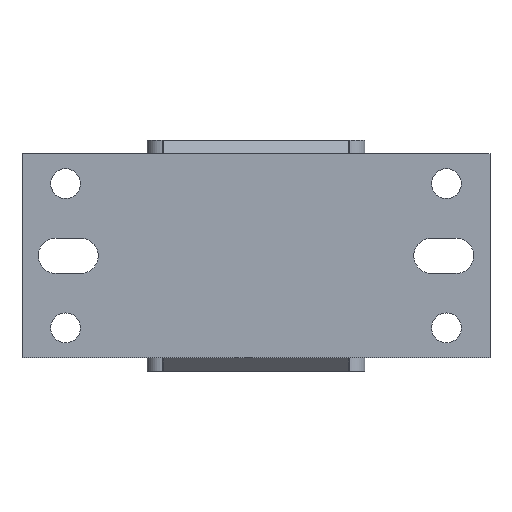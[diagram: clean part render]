
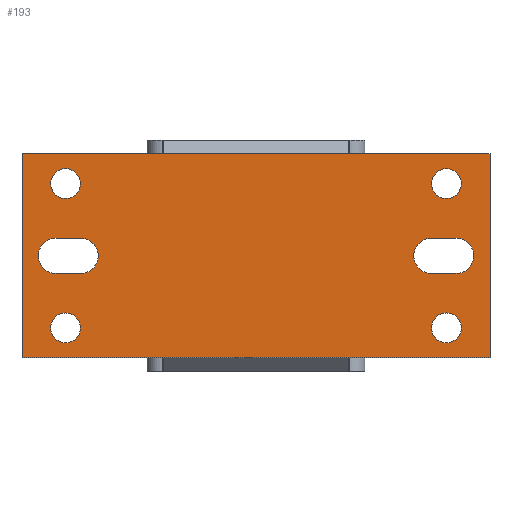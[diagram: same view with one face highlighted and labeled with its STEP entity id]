
A CAD part, top view. The second image highlights one B-rep face of the part: STEP entity #193.
In plain terms, the highlighted planar face has unit normal (0, 0, 1).
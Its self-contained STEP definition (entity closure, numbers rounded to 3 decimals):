
#193=ADVANCED_FACE('',(#2130,#2132,#2134,#2136,#2138,#2140,#2142),#2144,.T.);
#2130=FACE_BOUND('',#2131,.T.);
#2131=EDGE_LOOP('',(#3701,#3702,#3703,#3704));
#2132=FACE_BOUND('',#2133,.T.);
#2133=EDGE_LOOP('',(#3705,#3706,#3707,#3708));
#2134=FACE_BOUND('',#2135,.T.);
#2135=EDGE_LOOP('',(#3709,#3710,#3711,#3712));
#2136=FACE_BOUND('',#2137,.T.);
#2137=EDGE_LOOP('',(#3713));
#2138=FACE_BOUND('',#2139,.T.);
#2139=EDGE_LOOP('',(#3714));
#2140=FACE_BOUND('',#2141,.T.);
#2141=EDGE_LOOP('',(#3715));
#2142=FACE_BOUND('',#2143,.T.);
#2143=EDGE_LOOP('',(#3716));
#2144=PLANE('',#2145);
#2145=AXIS2_PLACEMENT_3D('',#2146,#2147,#2148);
#2146=CARTESIAN_POINT('',(-46.,5.,11.5));
#2147=DIRECTION('',(0.,0.,1.));
#2148=DIRECTION('',(1.,0.,0.));
#3701=ORIENTED_EDGE('',*,*,#4768,.T.);
#3702=ORIENTED_EDGE('',*,*,#4710,.T.);
#3703=ORIENTED_EDGE('',*,*,#4767,.T.);
#3704=ORIENTED_EDGE('',*,*,#4718,.T.);
#3705=ORIENTED_EDGE('',*,*,#4769,.T.);
#3706=ORIENTED_EDGE('',*,*,#4770,.T.);
#3707=ORIENTED_EDGE('',*,*,#4771,.T.);
#3708=ORIENTED_EDGE('',*,*,#4772,.T.);
#3709=ORIENTED_EDGE('',*,*,#4773,.T.);
#3710=ORIENTED_EDGE('',*,*,#4774,.T.);
#3711=ORIENTED_EDGE('',*,*,#4775,.T.);
#3712=ORIENTED_EDGE('',*,*,#4776,.T.);
#3713=ORIENTED_EDGE('',*,*,#4777,.T.);
#3714=ORIENTED_EDGE('',*,*,#4778,.T.);
#3715=ORIENTED_EDGE('',*,*,#4779,.T.);
#3716=ORIENTED_EDGE('',*,*,#4780,.T.);
#4710=EDGE_CURVE('',#5266,#5264,#5267,.T.);
#4718=EDGE_CURVE('',#5282,#5280,#5283,.T.);
#4767=EDGE_CURVE('',#5264,#5282,#5363,.T.);
#4768=EDGE_CURVE('',#5280,#5266,#5364,.T.);
#4769=EDGE_CURVE('',#5365,#5366,#5367,.F.);
#4770=EDGE_CURVE('',#5366,#5368,#5369,.F.);
#4771=EDGE_CURVE('',#5368,#5370,#5371,.F.);
#4772=EDGE_CURVE('',#5370,#5365,#5372,.F.);
#4773=EDGE_CURVE('',#5373,#5374,#5375,.F.);
#4774=EDGE_CURVE('',#5374,#5376,#5377,.F.);
#4775=EDGE_CURVE('',#5376,#5378,#5379,.F.);
#4776=EDGE_CURVE('',#5378,#5373,#5380,.F.);
#4777=EDGE_CURVE('',#5381,#5381,#5382,.F.);
#4778=EDGE_CURVE('',#5383,#5383,#5384,.F.);
#4779=EDGE_CURVE('',#5385,#5385,#5386,.F.);
#4780=EDGE_CURVE('',#5387,#5387,#5388,.F.);
#5264=VERTEX_POINT('',#6176);
#5266=VERTEX_POINT('',#6180);
#5267=LINE('',#6181,#6182);
#5280=VERTEX_POINT('',#6208);
#5282=VERTEX_POINT('',#6212);
#5283=LINE('',#6213,#6214);
#5363=LINE('',#6400,#6401);
#5364=LINE('',#6403,#6404);
#5365=VERTEX_POINT('',#6406);
#5366=VERTEX_POINT('',#6407);
#5367=LINE('',#6408,#6409);
#5368=VERTEX_POINT('',#6411);
#5369=CIRCLE('',#6412,6.5);
#5370=VERTEX_POINT('',#6416);
#5371=LINE('',#6417,#6418);
#5372=CIRCLE('',#6420,6.5);
#5373=VERTEX_POINT('',#6424);
#5374=VERTEX_POINT('',#6425);
#5375=CIRCLE('',#6426,6.5);
#5376=VERTEX_POINT('',#6430);
#5377=LINE('',#6431,#6432);
#5378=VERTEX_POINT('',#6434);
#5379=CIRCLE('',#6435,6.5);
#5380=LINE('',#6439,#6440);
#5381=VERTEX_POINT('',#6442);
#5382=CIRCLE('',#6443,5.5);
#5383=VERTEX_POINT('',#6447);
#5384=CIRCLE('',#6448,5.5);
#5385=VERTEX_POINT('',#6452);
#5386=CIRCLE('',#6453,5.5);
#5387=VERTEX_POINT('',#6457);
#5388=CIRCLE('',#6458,5.5);
#6176=CARTESIAN_POINT('',(-46.,80.,11.5));
#6180=CARTESIAN_POINT('',(126.,80.,11.5));
#6181=CARTESIAN_POINT('',(126.,80.,11.5));
#6182=VECTOR('',#6183,1.);
#6183=DIRECTION('',(-1.,0.,0.));
#6208=CARTESIAN_POINT('',(126.,5.,11.5));
#6212=CARTESIAN_POINT('',(-46.,5.,11.5));
#6213=CARTESIAN_POINT('',(-46.,5.,11.5));
#6214=VECTOR('',#6215,1.);
#6215=DIRECTION('',(1.,0.,0.));
#6400=CARTESIAN_POINT('',(-46.,80.,11.5));
#6401=VECTOR('',#6402,1.);
#6402=DIRECTION('',(0.,-1.,0.));
#6403=CARTESIAN_POINT('',(126.,5.,11.5));
#6404=VECTOR('',#6405,1.);
#6405=DIRECTION('',(0.,1.,0.));
#6406=CARTESIAN_POINT('',(113.5,36.,11.5));
#6407=CARTESIAN_POINT('',(104.5,36.,11.5));
#6408=CARTESIAN_POINT('',(104.5,36.,11.5));
#6409=VECTOR('',#6410,1.);
#6410=DIRECTION('',(1.,0.,0.));
#6411=CARTESIAN_POINT('',(104.5,49.,11.5));
#6412=AXIS2_PLACEMENT_3D('',#6413,#6414,#6415);
#6413=CARTESIAN_POINT('',(104.5,42.5,11.5));
#6414=DIRECTION('',(0.,-0.,1.));
#6415=DIRECTION('',(0.,1.,0.));
#6416=CARTESIAN_POINT('',(113.5,49.,11.5));
#6417=CARTESIAN_POINT('',(113.5,49.,11.5));
#6418=VECTOR('',#6419,1.);
#6419=DIRECTION('',(-1.,0.,0.));
#6420=AXIS2_PLACEMENT_3D('',#6421,#6422,#6423);
#6421=CARTESIAN_POINT('',(113.5,42.5,11.5));
#6422=DIRECTION('',(-0.,0.,1.));
#6423=DIRECTION('',(0.,-1.,0.));
#6424=CARTESIAN_POINT('',(-24.5,49.,11.5));
#6425=CARTESIAN_POINT('',(-24.5,36.,11.5));
#6426=AXIS2_PLACEMENT_3D('',#6427,#6428,#6429);
#6427=CARTESIAN_POINT('',(-24.5,42.5,11.5));
#6428=DIRECTION('',(-0.,0.,1.));
#6429=DIRECTION('',(0.,-1.,0.));
#6430=CARTESIAN_POINT('',(-33.5,36.,11.5));
#6431=CARTESIAN_POINT('',(-33.5,36.,11.5));
#6432=VECTOR('',#6433,1.);
#6433=DIRECTION('',(1.,0.,0.));
#6434=CARTESIAN_POINT('',(-33.5,49.,11.5));
#6435=AXIS2_PLACEMENT_3D('',#6436,#6437,#6438);
#6436=CARTESIAN_POINT('',(-33.5,42.5,11.5));
#6437=DIRECTION('',(0.,-0.,1.));
#6438=DIRECTION('',(0.,1.,0.));
#6439=CARTESIAN_POINT('',(-24.5,49.,11.5));
#6440=VECTOR('',#6441,1.);
#6441=DIRECTION('',(-1.,0.,0.));
#6442=CARTESIAN_POINT('',(-24.5,69.,11.5));
#6443=AXIS2_PLACEMENT_3D('',#6444,#6445,#6446);
#6444=CARTESIAN_POINT('',(-30.,69.,11.5));
#6445=DIRECTION('',(0.,0.,1.));
#6446=DIRECTION('',(1.,0.,0.));
#6447=CARTESIAN_POINT('',(-24.5,16.,11.5));
#6448=AXIS2_PLACEMENT_3D('',#6449,#6450,#6451);
#6449=CARTESIAN_POINT('',(-30.,16.,11.5));
#6450=DIRECTION('',(0.,0.,1.));
#6451=DIRECTION('',(1.,0.,0.));
#6452=CARTESIAN_POINT('',(115.5,69.,11.5));
#6453=AXIS2_PLACEMENT_3D('',#6454,#6455,#6456);
#6454=CARTESIAN_POINT('',(110.,69.,11.5));
#6455=DIRECTION('',(0.,0.,1.));
#6456=DIRECTION('',(1.,0.,0.));
#6457=CARTESIAN_POINT('',(115.5,16.,11.5));
#6458=AXIS2_PLACEMENT_3D('',#6459,#6460,#6461);
#6459=CARTESIAN_POINT('',(110.,16.,11.5));
#6460=DIRECTION('',(0.,0.,1.));
#6461=DIRECTION('',(1.,0.,0.));
